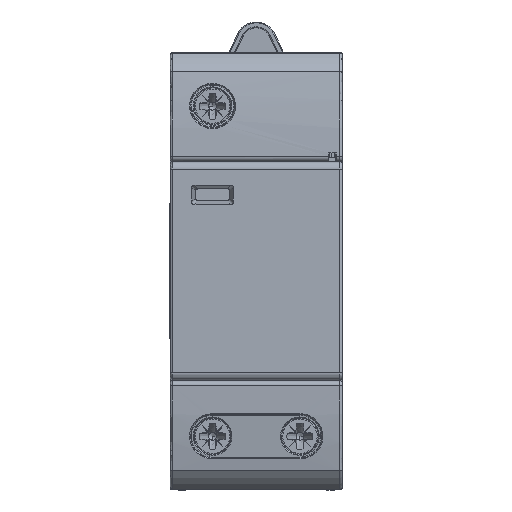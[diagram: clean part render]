
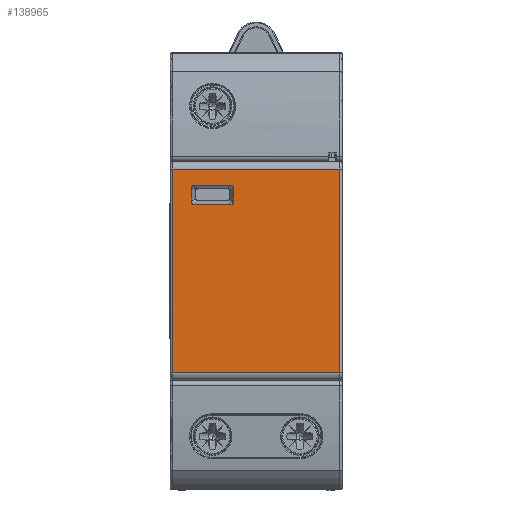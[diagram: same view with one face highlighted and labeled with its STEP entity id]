
A CAD part, top view. The second image highlights one B-rep face of the part: STEP entity #138965.
In plain terms, the highlighted planar face has unit normal (0, 0, 1).
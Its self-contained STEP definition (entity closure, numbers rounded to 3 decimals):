
#137350=CARTESIAN_POINT('Vertex',(-17.25,21.,65.)) ;
#137353=CARTESIAN_POINT('Line Origine',(0.,21.,65.)) ;
#137357=CARTESIAN_POINT('Vertex',(17.25,21.,65.)) ;
#138821=CARTESIAN_POINT('Axis2P3D Location',(-17.75,21.,65.)) ;
#138826=CARTESIAN_POINT('Line Origine',(-17.25,0.,65.)) ;
#138830=CARTESIAN_POINT('Vertex',(-17.25,-21.,65.)) ;
#138833=CARTESIAN_POINT('Line Origine',(0.,-21.,65.)) ;
#138837=CARTESIAN_POINT('Vertex',(17.25,-21.,65.)) ;
#138840=CARTESIAN_POINT('Line Origine',(17.25,0.,65.)) ;
#138851=CARTESIAN_POINT('Line Origine',(-13.3,15.7,65.)) ;
#138855=CARTESIAN_POINT('Vertex',(-13.3,14.179,65.)) ;
#138857=CARTESIAN_POINT('Vertex',(-13.3,17.221,65.)) ;
#138861=CARTESIAN_POINT('Control Point',(-13.3,17.221,65.)) ;
#138862=CARTESIAN_POINT('Control Point',(-13.3,17.268,65.)) ;
#138863=CARTESIAN_POINT('Control Point',(-13.295,17.314,65.)) ;
#138864=CARTESIAN_POINT('Control Point',(-13.284,17.359,65.)) ;
#138865=CARTESIAN_POINT('Control Point',(-13.253,17.445,65.)) ;
#138866=CARTESIAN_POINT('Control Point',(-13.202,17.522,65.)) ;
#138867=CARTESIAN_POINT('Control Point',(-13.173,17.556,65.)) ;
#138868=CARTESIAN_POINT('Control Point',(-13.105,17.617,65.)) ;
#138869=CARTESIAN_POINT('Control Point',(-13.025,17.66,65.)) ;
#138870=CARTESIAN_POINT('Control Point',(-12.983,17.677,65.)) ;
#138871=CARTESIAN_POINT('Control Point',(-12.924,17.692,65.)) ;
#138872=CARTESIAN_POINT('Control Point',(-12.865,17.698,65.)) ;
#138873=CARTESIAN_POINT('Control Point',(-12.85,17.699,65.)) ;
#138874=CARTESIAN_POINT('Control Point',(-12.836,17.7,65.)) ;
#138875=CARTESIAN_POINT('Control Point',(-12.821,17.7,65.)) ;
#138876=CARTESIAN_POINT('Vertex',(-12.821,17.7,65.)) ;
#138879=CARTESIAN_POINT('Line Origine',(-9.,17.7,65.)) ;
#138883=CARTESIAN_POINT('Vertex',(-5.179,17.7,65.)) ;
#138887=CARTESIAN_POINT('Control Point',(-5.179,17.7,65.)) ;
#138888=CARTESIAN_POINT('Control Point',(-5.132,17.7,65.)) ;
#138889=CARTESIAN_POINT('Control Point',(-5.086,17.695,65.)) ;
#138890=CARTESIAN_POINT('Control Point',(-5.041,17.684,65.)) ;
#138891=CARTESIAN_POINT('Control Point',(-4.955,17.653,65.)) ;
#138892=CARTESIAN_POINT('Control Point',(-4.878,17.602,65.)) ;
#138893=CARTESIAN_POINT('Control Point',(-4.844,17.573,65.)) ;
#138894=CARTESIAN_POINT('Control Point',(-4.783,17.505,65.)) ;
#138895=CARTESIAN_POINT('Control Point',(-4.74,17.425,65.)) ;
#138896=CARTESIAN_POINT('Control Point',(-4.723,17.383,65.)) ;
#138897=CARTESIAN_POINT('Control Point',(-4.708,17.324,65.)) ;
#138898=CARTESIAN_POINT('Control Point',(-4.702,17.265,65.)) ;
#138899=CARTESIAN_POINT('Control Point',(-4.701,17.25,65.)) ;
#138900=CARTESIAN_POINT('Control Point',(-4.7,17.236,65.)) ;
#138901=CARTESIAN_POINT('Control Point',(-4.7,17.221,65.)) ;
#138902=CARTESIAN_POINT('Vertex',(-4.7,17.221,65.)) ;
#138905=CARTESIAN_POINT('Line Origine',(-4.7,15.7,65.)) ;
#138909=CARTESIAN_POINT('Vertex',(-4.7,14.179,65.)) ;
#138913=CARTESIAN_POINT('Control Point',(-4.7,14.179,65.)) ;
#138914=CARTESIAN_POINT('Control Point',(-4.7,14.132,65.)) ;
#138915=CARTESIAN_POINT('Control Point',(-4.705,14.086,65.)) ;
#138916=CARTESIAN_POINT('Control Point',(-4.716,14.041,65.)) ;
#138917=CARTESIAN_POINT('Control Point',(-4.747,13.955,65.)) ;
#138918=CARTESIAN_POINT('Control Point',(-4.798,13.878,65.)) ;
#138919=CARTESIAN_POINT('Control Point',(-4.827,13.844,65.)) ;
#138920=CARTESIAN_POINT('Control Point',(-4.895,13.783,65.)) ;
#138921=CARTESIAN_POINT('Control Point',(-4.975,13.74,65.)) ;
#138922=CARTESIAN_POINT('Control Point',(-5.017,13.723,65.)) ;
#138923=CARTESIAN_POINT('Control Point',(-5.076,13.708,65.)) ;
#138924=CARTESIAN_POINT('Control Point',(-5.135,13.702,65.)) ;
#138925=CARTESIAN_POINT('Control Point',(-5.15,13.701,65.)) ;
#138926=CARTESIAN_POINT('Control Point',(-5.164,13.7,65.)) ;
#138927=CARTESIAN_POINT('Control Point',(-5.179,13.7,65.)) ;
#138928=CARTESIAN_POINT('Vertex',(-5.179,13.7,65.)) ;
#138931=CARTESIAN_POINT('Line Origine',(-9.,13.7,65.)) ;
#138935=CARTESIAN_POINT('Vertex',(-12.821,13.7,65.)) ;
#138939=CARTESIAN_POINT('Control Point',(-12.821,13.7,65.)) ;
#138940=CARTESIAN_POINT('Control Point',(-12.868,13.7,65.)) ;
#138941=CARTESIAN_POINT('Control Point',(-12.914,13.705,65.)) ;
#138942=CARTESIAN_POINT('Control Point',(-12.959,13.716,65.)) ;
#138943=CARTESIAN_POINT('Control Point',(-13.045,13.747,65.)) ;
#138944=CARTESIAN_POINT('Control Point',(-13.122,13.798,65.)) ;
#138945=CARTESIAN_POINT('Control Point',(-13.156,13.827,65.)) ;
#138946=CARTESIAN_POINT('Control Point',(-13.217,13.895,65.)) ;
#138947=CARTESIAN_POINT('Control Point',(-13.26,13.975,65.)) ;
#138948=CARTESIAN_POINT('Control Point',(-13.277,14.017,65.)) ;
#138949=CARTESIAN_POINT('Control Point',(-13.292,14.076,65.)) ;
#138950=CARTESIAN_POINT('Control Point',(-13.298,14.135,65.)) ;
#138951=CARTESIAN_POINT('Control Point',(-13.299,14.15,65.)) ;
#138952=CARTESIAN_POINT('Control Point',(-13.3,14.164,65.)) ;
#138953=CARTESIAN_POINT('Control Point',(-13.3,14.179,65.)) ;
#137355=VECTOR('Line Direction',#137354,1.) ;
#138828=VECTOR('Line Direction',#138827,1.) ;
#138835=VECTOR('Line Direction',#138834,1.) ;
#138842=VECTOR('Line Direction',#138841,1.) ;
#138853=VECTOR('Line Direction',#138852,1.) ;
#138881=VECTOR('Line Direction',#138880,1.) ;
#138907=VECTOR('Line Direction',#138906,1.) ;
#138933=VECTOR('Line Direction',#138932,1.) ;
#137354=DIRECTION('Vector Direction',(1.,0.,0.)) ;
#138822=DIRECTION('Axis2P3D Direction',(0.,0.,1.)) ;
#138823=DIRECTION('Axis2P3D XDirection',(-1.,0.,0.)) ;
#138827=DIRECTION('Vector Direction',(0.,1.,0.)) ;
#138834=DIRECTION('Vector Direction',(1.,0.,0.)) ;
#138841=DIRECTION('Vector Direction',(0.,-1.,0.)) ;
#138852=DIRECTION('Vector Direction',(0.,1.,0.)) ;
#138880=DIRECTION('Vector Direction',(1.,0.,0.)) ;
#138906=DIRECTION('Vector Direction',(0.,1.,0.)) ;
#138932=DIRECTION('Vector Direction',(1.,0.,0.)) ;
#138824=AXIS2_PLACEMENT_3D('Plane Axis2P3D',#138821,#138822,#138823) ;
#137356=LINE('Line',#137353,#137355) ;
#138829=LINE('Line',#138826,#138828) ;
#138836=LINE('Line',#138833,#138835) ;
#138843=LINE('Line',#138840,#138842) ;
#138854=LINE('Line',#138851,#138853) ;
#138882=LINE('Line',#138879,#138881) ;
#138908=LINE('Line',#138905,#138907) ;
#138934=LINE('Line',#138931,#138933) ;
#138825=PLANE('',#138824) ;
#138964=FACE_BOUND('',#138955,.T.) ;
#137359=EDGE_CURVE('',#137351,#137358,#137356,.T.) ;
#138832=EDGE_CURVE('',#138831,#137351,#138829,.T.) ;
#138839=EDGE_CURVE('',#138831,#138838,#138836,.T.) ;
#138844=EDGE_CURVE('',#137358,#138838,#138843,.T.) ;
#138859=EDGE_CURVE('',#138856,#138858,#138854,.T.) ;
#138878=EDGE_CURVE('',#138858,#138877,#138860,.T.) ;
#138885=EDGE_CURVE('',#138877,#138884,#138882,.T.) ;
#138904=EDGE_CURVE('',#138884,#138903,#138886,.T.) ;
#138911=EDGE_CURVE('',#138910,#138903,#138908,.T.) ;
#138930=EDGE_CURVE('',#138910,#138929,#138912,.T.) ;
#138937=EDGE_CURVE('',#138936,#138929,#138934,.T.) ;
#138954=EDGE_CURVE('',#138936,#138856,#138938,.T.) ;
#138845=EDGE_LOOP('',(#138846,#138847,#138848,#138849)) ;
#138955=EDGE_LOOP('',(#138956,#138957,#138958,#138959,#138960,#138961,#138962,#138963)) ;
#138846=ORIENTED_EDGE('',*,*,#137359,.F.) ;
#138847=ORIENTED_EDGE('',*,*,#138832,.F.) ;
#138848=ORIENTED_EDGE('',*,*,#138839,.T.) ;
#138849=ORIENTED_EDGE('',*,*,#138844,.F.) ;
#138956=ORIENTED_EDGE('',*,*,#138859,.T.) ;
#138957=ORIENTED_EDGE('',*,*,#138878,.T.) ;
#138958=ORIENTED_EDGE('',*,*,#138885,.T.) ;
#138959=ORIENTED_EDGE('',*,*,#138904,.T.) ;
#138960=ORIENTED_EDGE('',*,*,#138911,.F.) ;
#138961=ORIENTED_EDGE('',*,*,#138930,.T.) ;
#138962=ORIENTED_EDGE('',*,*,#138937,.F.) ;
#138963=ORIENTED_EDGE('',*,*,#138954,.T.) ;
#137351=VERTEX_POINT('',#137350) ;
#137358=VERTEX_POINT('',#137357) ;
#138831=VERTEX_POINT('',#138830) ;
#138838=VERTEX_POINT('',#138837) ;
#138856=VERTEX_POINT('',#138855) ;
#138858=VERTEX_POINT('',#138857) ;
#138877=VERTEX_POINT('',#138876) ;
#138884=VERTEX_POINT('',#138883) ;
#138903=VERTEX_POINT('',#138902) ;
#138910=VERTEX_POINT('',#138909) ;
#138929=VERTEX_POINT('',#138928) ;
#138936=VERTEX_POINT('',#138935) ;
#138965=ADVANCED_FACE('Hauptk\X2\00F6\X0\rper',(#138850,#138964),#138825,.T.) ;
#138860=B_SPLINE_CURVE_WITH_KNOTS('',5,(#138861,#138862,#138863,#138864,#138865,#138866,#138867,#138868,#138869,#138870,#138871,#138872,#138873,#138874,#138875),.UNSPECIFIED.,.F.,.U.,(6,3,3,3,6),(0.,0.326,0.644,0.965,1.067),.UNSPECIFIED.) ;
#138886=B_SPLINE_CURVE_WITH_KNOTS('',5,(#138887,#138888,#138889,#138890,#138891,#138892,#138893,#138894,#138895,#138896,#138897,#138898,#138899,#138900,#138901),.UNSPECIFIED.,.F.,.U.,(6,3,3,3,6),(0.,0.326,0.644,0.965,1.067),.UNSPECIFIED.) ;
#138912=B_SPLINE_CURVE_WITH_KNOTS('',5,(#138913,#138914,#138915,#138916,#138917,#138918,#138919,#138920,#138921,#138922,#138923,#138924,#138925,#138926,#138927),.UNSPECIFIED.,.F.,.U.,(6,3,3,3,6),(0.,0.326,0.644,0.965,1.067),.UNSPECIFIED.) ;
#138938=B_SPLINE_CURVE_WITH_KNOTS('',5,(#138939,#138940,#138941,#138942,#138943,#138944,#138945,#138946,#138947,#138948,#138949,#138950,#138951,#138952,#138953),.UNSPECIFIED.,.F.,.U.,(6,3,3,3,6),(0.,0.326,0.644,0.965,1.067),.UNSPECIFIED.) ;
#138850=FACE_OUTER_BOUND('',#138845,.T.) ;
